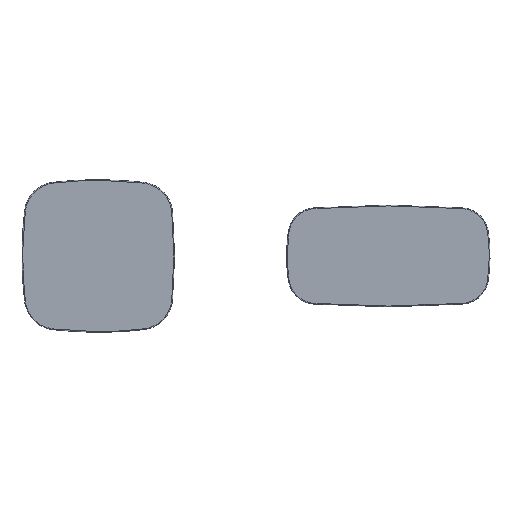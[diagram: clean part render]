
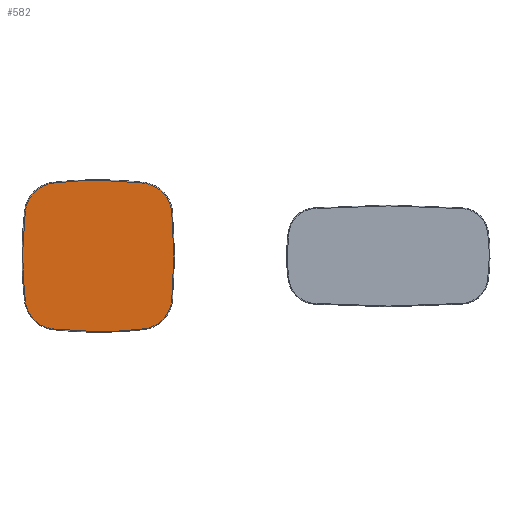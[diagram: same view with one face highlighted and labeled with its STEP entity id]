
A CAD part, top view. The second image highlights one B-rep face of the part: STEP entity #582.
In plain terms, the highlighted planar face has unit normal (0, 0, 1).
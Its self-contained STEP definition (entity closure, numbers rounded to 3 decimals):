
#582=ADVANCED_FACE('',(#718),#2014,.T.);
#718=FACE_OUTER_BOUND('',#854,.T.);
#854=EDGE_LOOP('',(#1343,#1344,#1345,#1346,#1347,#1348,#1349,#1350));
#1343=ORIENTED_EDGE('',*,*,#1682,.T.);
#1344=ORIENTED_EDGE('',*,*,#1686,.T.);
#1345=ORIENTED_EDGE('',*,*,#1652,.T.);
#1346=ORIENTED_EDGE('',*,*,#1658,.T.);
#1347=ORIENTED_EDGE('',*,*,#1663,.T.);
#1348=ORIENTED_EDGE('',*,*,#1668,.T.);
#1349=ORIENTED_EDGE('',*,*,#1673,.T.);
#1350=ORIENTED_EDGE('',*,*,#1677,.T.);
#1652=EDGE_CURVE('',#1929,#1930,#1732,.T.);
#1658=EDGE_CURVE('',#1930,#1926,#1738,.T.);
#1663=EDGE_CURVE('',#1926,#1927,#1743,.T.);
#1668=EDGE_CURVE('',#1927,#1928,#1748,.T.);
#1673=EDGE_CURVE('',#1928,#1925,#1753,.T.);
#1677=EDGE_CURVE('',#1925,#1923,#1757,.T.);
#1682=EDGE_CURVE('',#1923,#1924,#1762,.T.);
#1686=EDGE_CURVE('',#1924,#1929,#1766,.T.);
#1732=(
BOUNDED_CURVE()
B_SPLINE_CURVE(2,(#168468,#168469,#168470),.UNSPECIFIED.,.F.,.F.)
B_SPLINE_CURVE_WITH_KNOTS((3,3),(0.,707.684),.UNSPECIFIED.)
CURVE()
GEOMETRIC_REPRESENTATION_ITEM()
RATIONAL_B_SPLINE_CURVE((1.,0.993,1.))
REPRESENTATION_ITEM('')
);
#1738=(
BOUNDED_CURVE()
B_SPLINE_CURVE(2,(#168486,#168487,#168488),.UNSPECIFIED.,.F.,.F.)
B_SPLINE_CURVE_WITH_KNOTS((3,3),(0.,336.859),.UNSPECIFIED.)
CURVE()
GEOMETRIC_REPRESENTATION_ITEM()
RATIONAL_B_SPLINE_CURVE((1.,0.783,1.))
REPRESENTATION_ITEM('')
);
#1743=(
BOUNDED_CURVE()
B_SPLINE_CURVE(2,(#168501,#168502,#168503),.UNSPECIFIED.,.F.,.F.)
B_SPLINE_CURVE_WITH_KNOTS((3,3),(0.,711.286),.UNSPECIFIED.)
CURVE()
GEOMETRIC_REPRESENTATION_ITEM()
RATIONAL_B_SPLINE_CURVE((1.,0.993,1.))
REPRESENTATION_ITEM('')
);
#1748=(
BOUNDED_CURVE()
B_SPLINE_CURVE(2,(#168516,#168517,#168518),.UNSPECIFIED.,.F.,.F.)
B_SPLINE_CURVE_WITH_KNOTS((3,3),(0.,341.613),.UNSPECIFIED.)
CURVE()
GEOMETRIC_REPRESENTATION_ITEM()
RATIONAL_B_SPLINE_CURVE((1.,0.777,1.))
REPRESENTATION_ITEM('')
);
#1753=(
BOUNDED_CURVE()
B_SPLINE_CURVE(2,(#168531,#168532,#168533),.UNSPECIFIED.,.F.,.F.)
B_SPLINE_CURVE_WITH_KNOTS((3,3),(0.,696.375),.UNSPECIFIED.)
CURVE()
GEOMETRIC_REPRESENTATION_ITEM()
RATIONAL_B_SPLINE_CURVE((1.,0.996,1.))
REPRESENTATION_ITEM('')
);
#1757=(
BOUNDED_CURVE()
B_SPLINE_CURVE(2,(#168543,#168544,#168545),.UNSPECIFIED.,.F.,.F.)
B_SPLINE_CURVE_WITH_KNOTS((3,3),(0.,341.613),.UNSPECIFIED.)
CURVE()
GEOMETRIC_REPRESENTATION_ITEM()
RATIONAL_B_SPLINE_CURVE((1.,0.777,1.))
REPRESENTATION_ITEM('')
);
#1762=(
BOUNDED_CURVE()
B_SPLINE_CURVE(2,(#168558,#168559,#168560),.UNSPECIFIED.,.F.,.F.)
B_SPLINE_CURVE_WITH_KNOTS((3,3),(0.,711.286),.UNSPECIFIED.)
CURVE()
GEOMETRIC_REPRESENTATION_ITEM()
RATIONAL_B_SPLINE_CURVE((1.,0.993,1.))
REPRESENTATION_ITEM('')
);
#1766=(
BOUNDED_CURVE()
B_SPLINE_CURVE(2,(#168570,#168571,#168572),.UNSPECIFIED.,.F.,.F.)
B_SPLINE_CURVE_WITH_KNOTS((3,3),(0.,336.859),.UNSPECIFIED.)
CURVE()
GEOMETRIC_REPRESENTATION_ITEM()
RATIONAL_B_SPLINE_CURVE((1.,0.783,1.))
REPRESENTATION_ITEM('')
);
#1923=VERTEX_POINT('',#168437);
#1924=VERTEX_POINT('',#168438);
#1925=VERTEX_POINT('',#168439);
#1926=VERTEX_POINT('',#168440);
#1927=VERTEX_POINT('',#168441);
#1928=VERTEX_POINT('',#168442);
#1929=VERTEX_POINT('',#168443);
#1930=VERTEX_POINT('',#168444);
#2014=PLANE('',#2078);
#2078=AXIS2_PLACEMENT_3D('',#168284,#2125,$);
#2125=DIRECTION('',(0.,0.,1.));
#168284=CARTESIAN_POINT('',(-1826.189,-1026.728,58.432));
#168437=CARTESIAN_POINT('',(-719.539,296.648,58.432));
#168438=CARTESIAN_POINT('',(-1429.26,297.061,58.432));
#168439=CARTESIAN_POINT('',(-498.587,70.945,58.432));
#168440=CARTESIAN_POINT('',(-1429.26,-850.516,58.432));
#168441=CARTESIAN_POINT('',(-719.539,-850.103,58.432));
#168442=CARTESIAN_POINT('',(-498.587,-624.4,58.432));
#168443=CARTESIAN_POINT('',(-1649.978,76.343,58.432));
#168444=CARTESIAN_POINT('',(-1649.978,-629.799,58.432));
#168468=CARTESIAN_POINT('',(-1649.978,76.343,58.432));
#168469=CARTESIAN_POINT('',(-1690.533,-276.728,58.432));
#168470=CARTESIAN_POINT('',(-1649.978,-629.799,58.432));
#168486=CARTESIAN_POINT('',(-1649.978,-629.799,58.432));
#168487=CARTESIAN_POINT('',(-1627.237,-827.776,58.432));
#168488=CARTESIAN_POINT('',(-1429.26,-850.516,58.432));
#168501=CARTESIAN_POINT('',(-1429.26,-850.516,58.432));
#168502=CARTESIAN_POINT('',(-1074.376,-891.28,58.432));
#168503=CARTESIAN_POINT('',(-719.539,-850.103,58.432));
#168516=CARTESIAN_POINT('',(-719.539,-850.103,58.432));
#168517=CARTESIAN_POINT('',(-517.71,-826.682,58.432));
#168518=CARTESIAN_POINT('',(-498.587,-624.4,58.432));
#168531=CARTESIAN_POINT('',(-498.587,-624.4,58.432));
#168532=CARTESIAN_POINT('',(-465.718,-276.728,58.432));
#168533=CARTESIAN_POINT('',(-498.587,70.945,58.432));
#168543=CARTESIAN_POINT('',(-498.587,70.945,58.432));
#168544=CARTESIAN_POINT('',(-517.71,273.227,58.432));
#168545=CARTESIAN_POINT('',(-719.539,296.648,58.432));
#168558=CARTESIAN_POINT('',(-719.539,296.648,58.432));
#168559=CARTESIAN_POINT('',(-1074.376,337.825,58.432));
#168560=CARTESIAN_POINT('',(-1429.26,297.061,58.432));
#168570=CARTESIAN_POINT('',(-1429.26,297.061,58.432));
#168571=CARTESIAN_POINT('',(-1627.237,274.32,58.432));
#168572=CARTESIAN_POINT('',(-1649.978,76.343,58.432));
